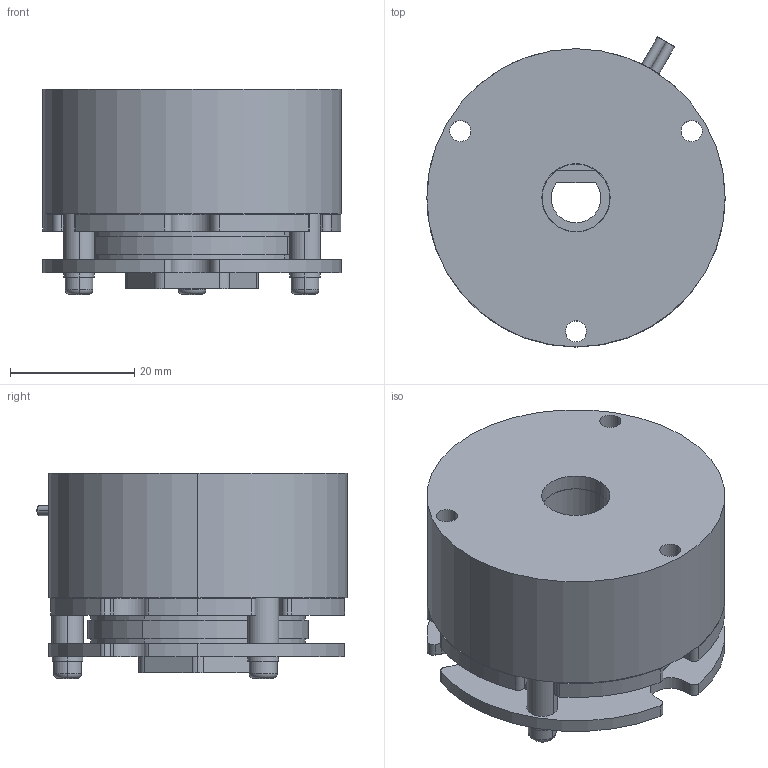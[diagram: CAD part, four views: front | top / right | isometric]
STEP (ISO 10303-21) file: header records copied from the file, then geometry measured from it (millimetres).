
FILE_DESCRIPTION (( 'STEP AP203' ), '1' );
FILE_NAME ('MCNB 5GR_25337600.STEP', '2016-03-29T04:53:01', ( ' ' ), ( '' ), 'SwSTEP 2.0', 'SolidWorks 2009', '' );
FILE_SCHEMA (( 'CONFIG_CONTROL_DESIGN' ));
Length unit declared in the file: millimetre
Products named in the file (1): MCNB 5GR_25337600
Bounding box: 48 x 49.91 x 33 mm (x, y, z)
Volume: 45643.8 mm3; surface area: 17469.6 mm2
Topology: 4 solids, 4 shells, 250 faces, 631 edges, 408 vertices
Faces by surface type: cylinder 148, plane 88, torus 14
Entity records: 7682 total; most frequent: DIRECTION 1441, CARTESIAN_POINT 1282, ORIENTED_EDGE 1246, EDGE_CURVE 623, AXIS2_PLACEMENT_3D 567, VERTEX_POINT 408, CIRCLE 316, VECTOR 307
